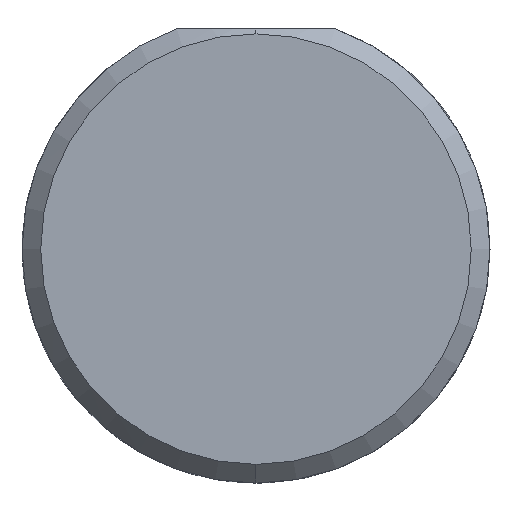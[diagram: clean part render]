
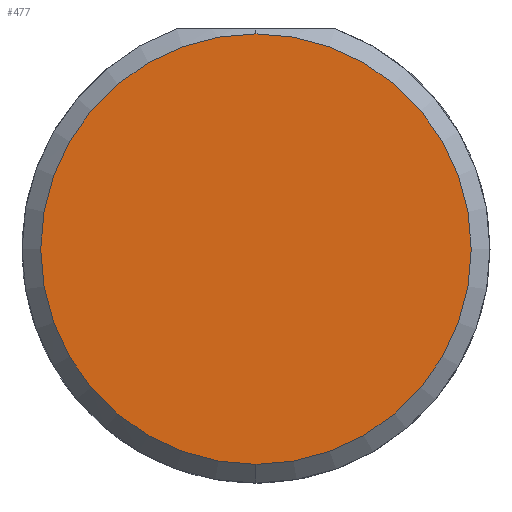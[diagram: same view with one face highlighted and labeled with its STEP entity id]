
A CAD part, left-side view. The second image highlights one B-rep face of the part: STEP entity #477.
In plain terms, the highlighted planar face has unit normal (-1, 0, 0).
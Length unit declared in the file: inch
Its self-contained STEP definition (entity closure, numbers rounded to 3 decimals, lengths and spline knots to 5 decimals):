
#136 = DIRECTION ( 'NONE',  ( -1., 0., 0. ) ) ;
#139 = AXIS2_PLACEMENT_3D ( 'NONE', #332, #468, #555 ) ;
#195 = EDGE_CURVE ( 'NONE', #323, #571, #609, .T. ) ;
#255 = CARTESIAN_POINT ( 'NONE',  ( 0., 0., -0.17235 ) ) ;
#323 = VERTEX_POINT ( 'NONE', #255 ) ;
#328 = DIRECTION ( 'NONE',  ( 0., 0., -1. ) ) ;
#332 = CARTESIAN_POINT ( 'NONE',  ( 0., 0., 0. ) ) ;
#440 = DIRECTION ( 'NONE',  ( 0., 0., -1. ) ) ;
#468 = DIRECTION ( 'NONE',  ( 1., 0., 0. ) ) ;
#477 = ADVANCED_FACE ( 'NONE', ( #940 ), #487, .F. ) ;
#487 = PLANE ( 'NONE',  #139 ) ;
#501 = AXIS2_PLACEMENT_3D ( 'NONE', #972, #136, #440 ) ;
#515 = AXIS2_PLACEMENT_3D ( 'NONE', #794, #725, #328 ) ;
#555 = DIRECTION ( 'NONE',  ( 0., 0., -1. ) ) ;
#571 = VERTEX_POINT ( 'NONE', #716 ) ;
#594 = CIRCLE ( 'NONE', #501, 0.17235 ) ;
#609 = CIRCLE ( 'NONE', #515, 0.17235 ) ;
#715 = EDGE_LOOP ( 'NONE', ( #812, #825 ) ) ;
#716 = CARTESIAN_POINT ( 'NONE',  ( 0., 0., 0.17235 ) ) ;
#725 = DIRECTION ( 'NONE',  ( -1., 0., 0. ) ) ;
#794 = CARTESIAN_POINT ( 'NONE',  ( 0., 0., 0. ) ) ;
#812 = ORIENTED_EDGE ( 'NONE', *, *, #195, .T. ) ;
#825 = ORIENTED_EDGE ( 'NONE', *, *, #891, .T. ) ;
#891 = EDGE_CURVE ( 'NONE', #571, #323, #594, .T. ) ;
#940 = FACE_OUTER_BOUND ( 'NONE', #715, .T. ) ;
#972 = CARTESIAN_POINT ( 'NONE',  ( 0., 0., 0. ) ) ;
